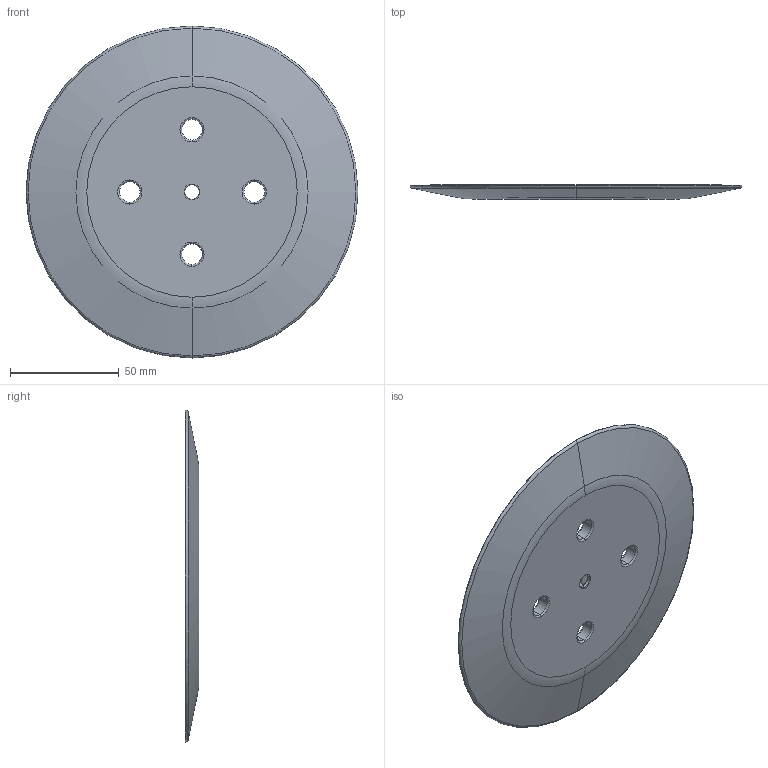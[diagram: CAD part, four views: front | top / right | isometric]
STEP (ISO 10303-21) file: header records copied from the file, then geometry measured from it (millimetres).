
FILE_DESCRIPTION (( 'STEP AP214' ), '1' );
FILE_NAME ('am-5422 Molded Under Tile Disk.STEP', '2024-05-22T19:36:26', ( '' ), ( '' ), 'SwSTEP 2.0', 'SolidWorks 2024', '' );
FILE_SCHEMA (( 'AUTOMOTIVE_DESIGN' ));
Length unit declared in the file: inch
Products named in the file (1): am-5422 Molded Under Tile Disk
Bounding box: 152.4 x 6.35 x 152.4 mm (x, y, z)
Surface area: 62382.6 mm2 (no closed solid volume)
Topology: 0 solids, 2 shells, 1095 faces, 2331 edges, 1271 vertices
Faces by surface type: bspline 368, torus 222, sphere 159, cylinder 148, plane 106, cone 92
Entity records: 36448 total; most frequent: CARTESIAN_POINT 15089, ORIENTED_EDGE 4636, DIRECTION 4342, EDGE_CURVE 2324, AXIS2_PLACEMENT_3D 2026, CIRCLE 1298, VERTEX_POINT 1269, EDGE_LOOP 1147
